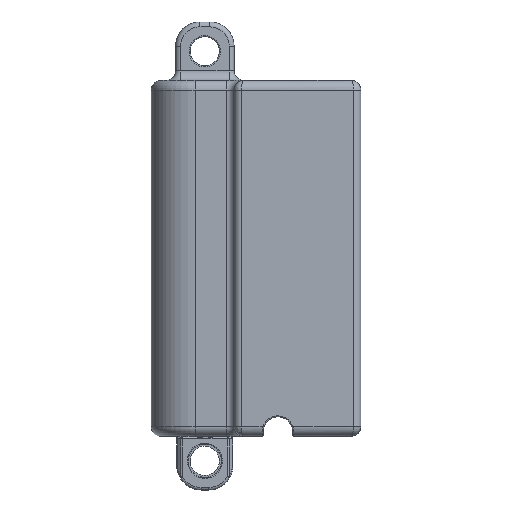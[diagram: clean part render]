
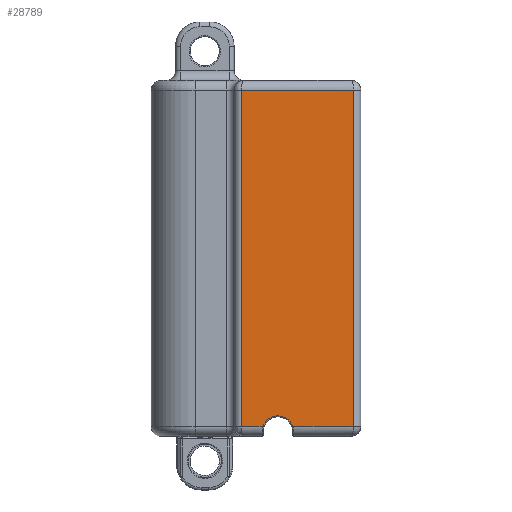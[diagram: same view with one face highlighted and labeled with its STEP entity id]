
A CAD part, front view. The second image highlights one B-rep face of the part: STEP entity #28789.
In plain terms, the highlighted planar face has unit normal (0, -1, 0).
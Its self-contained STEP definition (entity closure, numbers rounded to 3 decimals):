
#950 = CARTESIAN_POINT ( 'NONE',  ( 20.75, 0., -41.5 ) ) ;
#1073 = CARTESIAN_POINT ( 'NONE',  ( 13.083, 0., -6.99 ) ) ;
#2190 = ORIENTED_EDGE ( 'NONE', *, *, #8497, .T. ) ;
#2195 = CARTESIAN_POINT ( 'NONE',  ( 9.25, 0., -41.5 ) ) ;
#3075 = CARTESIAN_POINT ( 'NONE',  ( 9.993, 0., -41.5 ) ) ;
#3218 = CARTESIAN_POINT ( 'NONE',  ( 10.737, 0., -41.5 ) ) ;
#3272 = CARTESIAN_POINT ( 'NONE',  ( 16.597, 0., -41.5 ) ) ;
#4015 = VERTEX_POINT ( 'NONE', #20769 ) ;
#4245 = B_SPLINE_CURVE_WITH_KNOTS ( 'NONE', 3,
 ( #15173, #27448, #1073, #5903 ),
 .UNSPECIFIED., .F., .F.,
 ( 4, 4 ),
 ( 0., 1. ),
 .UNSPECIFIED. ) ;
#4686 = DIRECTION ( 'NONE',  ( 0., 0., -1. ) ) ;
#5838 = CARTESIAN_POINT ( 'NONE',  ( 11.48, 0., -41.5 ) ) ;
#5903 = CARTESIAN_POINT ( 'NONE',  ( 9.25, 0., -6.99 ) ) ;
#6783 = EDGE_CURVE ( 'NONE', #25937, #7137, #4245, .T. ) ;
#7137 = VERTEX_POINT ( 'NONE', #20765 ) ;
#7360 = CARTESIAN_POINT ( 'NONE',  ( 9.25, 0., -18.493 ) ) ;
#7627 = CARTESIAN_POINT ( 'NONE',  ( 14.52, 0., -41.5 ) ) ;
#8497 = EDGE_CURVE ( 'NONE', #7137, #9600, #13099, .T. ) ;
#9600 = VERTEX_POINT ( 'NONE', #11463 ) ;
#9614 = ORIENTED_EDGE ( 'NONE', *, *, #16655, .T. ) ;
#9751 = B_SPLINE_CURVE_WITH_KNOTS ( 'NONE', 3,
 ( #14517, #19565, #24440, #12480 ),
 .UNSPECIFIED., .F., .F.,
 ( 4, 4 ),
 ( 0., 1. ),
 .UNSPECIFIED. ) ;
#10232 = CARTESIAN_POINT ( 'NONE',  ( 14.52, 0., -41.5 ) ) ;
#10368 = EDGE_CURVE ( 'NONE', #9600, #4015, #17042, .T. ) ;
#10860 = CARTESIAN_POINT ( 'NONE',  ( 14.209, 0., -40.9 ) ) ;
#11463 = CARTESIAN_POINT ( 'NONE',  ( 9.25, 0., -41.5 ) ) ;
#11758 = FACE_OUTER_BOUND ( 'NONE', #26628, .T. ) ;
#11930 = CARTESIAN_POINT ( 'NONE',  ( 11.48, 0., -41.5 ) ) ;
#11937 = CARTESIAN_POINT ( 'NONE',  ( 9.25, 0., -41.5 ) ) ;
#12480 = CARTESIAN_POINT ( 'NONE',  ( 20.75, 0., -6.99 ) ) ;
#12739 = CARTESIAN_POINT ( 'NONE',  ( 12.333, 0., -40.508 ) ) ;
#12858 = CARTESIAN_POINT ( 'NONE',  ( 18.673, 0., -41.5 ) ) ;
#13099 = B_SPLINE_CURVE_WITH_KNOTS ( 'NONE', 3,
 ( #24191, #7360, #14578, #11937 ),
 .UNSPECIFIED., .F., .F.,
 ( 4, 4 ),
 ( 0., 1. ),
 .UNSPECIFIED. ) ;
#13921 = AXIS2_PLACEMENT_3D ( 'NONE', #21325, #23383, #4686 ) ;
#14095 = PLANE ( 'NONE',  #13921 ) ;
#14517 = CARTESIAN_POINT ( 'NONE',  ( 20.75, 0., -41.5 ) ) ;
#14578 = CARTESIAN_POINT ( 'NONE',  ( 9.25, 0., -29.997 ) ) ;
#14719 = VERTEX_POINT ( 'NONE', #7627 ) ;
#15173 = CARTESIAN_POINT ( 'NONE',  ( 20.75, 0., -6.99 ) ) ;
#15257 = CARTESIAN_POINT ( 'NONE',  ( 11.585, 0., -41.183 ) ) ;
#15403 = ORIENTED_EDGE ( 'NONE', *, *, #6783, .T. ) ;
#16655 = EDGE_CURVE ( 'NONE', #25531, #25937, #9751, .T. ) ;
#17042 = B_SPLINE_CURVE_WITH_KNOTS ( 'NONE', 3,
 ( #2195, #3075, #3218, #11930 ),
 .UNSPECIFIED., .F., .F.,
 ( 4, 4 ),
 ( 0., 1. ),
 .UNSPECIFIED. ) ;
#17316 = CARTESIAN_POINT ( 'NONE',  ( 14.415, 0., -41.183 ) ) ;
#17474 = CARTESIAN_POINT ( 'NONE',  ( 12.666, 0., -40.4 ) ) ;
#17908 = CARTESIAN_POINT ( 'NONE',  ( 14.52, 0., -41.5 ) ) ;
#19189 = ORIENTED_EDGE ( 'NONE', *, *, #10368, .T. ) ;
#19565 = CARTESIAN_POINT ( 'NONE',  ( 20.75, 0., -29.997 ) ) ;
#19789 = CARTESIAN_POINT ( 'NONE',  ( 20.75, 0., -6.99 ) ) ;
#20409 = B_SPLINE_CURVE_WITH_KNOTS ( 'NONE', 3,
 ( #17908, #3272, #12858, #950 ),
 .UNSPECIFIED., .F., .F.,
 ( 4, 4 ),
 ( 0., 1. ),
 .UNSPECIFIED. ) ;
#20765 = CARTESIAN_POINT ( 'NONE',  ( 9.25, 0., -6.99 ) ) ;
#20769 = CARTESIAN_POINT ( 'NONE',  ( 11.48, 0., -41.5 ) ) ;
#21325 = CARTESIAN_POINT ( 'NONE',  ( 0., 0., -42.5 ) ) ;
#22480 = CARTESIAN_POINT ( 'NONE',  ( 13.334, 0., -40.4 ) ) ;
#23383 = DIRECTION ( 'NONE',  ( 0., -1., 0. ) ) ;
#24191 = CARTESIAN_POINT ( 'NONE',  ( 9.25, 0., -6.99 ) ) ;
#24440 = CARTESIAN_POINT ( 'NONE',  ( 20.75, 0., -18.493 ) ) ;
#25020 = EDGE_CURVE ( 'NONE', #14719, #4015, #28092, .T. ) ;
#25531 = VERTEX_POINT ( 'NONE', #26833 ) ;
#25937 = VERTEX_POINT ( 'NONE', #19789 ) ;
#26176 = ORIENTED_EDGE ( 'NONE', *, *, #25020, .F. ) ;
#26590 = EDGE_CURVE ( 'NONE', #14719, #25531, #20409, .T. ) ;
#26628 = EDGE_LOOP ( 'NONE', ( #19189, #26176, #29392, #9614, #15403, #2190 ) ) ;
#26833 = CARTESIAN_POINT ( 'NONE',  ( 20.75, 0., -41.5 ) ) ;
#27065 = CARTESIAN_POINT ( 'NONE',  ( 11.791, 0., -40.9 ) ) ;
#27386 = CARTESIAN_POINT ( 'NONE',  ( 13.667, 0., -40.508 ) ) ;
#27448 = CARTESIAN_POINT ( 'NONE',  ( 16.917, 0., -6.99 ) ) ;
#28092 = B_SPLINE_CURVE_WITH_KNOTS ( 'NONE', 3,
 ( #10232, #17316, #10860, #27386, #22480, #17474, #12739, #27065, #15257, #5838 ),
 .UNSPECIFIED., .F., .F.,
 ( 4, 2, 2, 2, 4 ),
 ( 0., 0.25, 0.5, 0.75, 1. ),
 .UNSPECIFIED. ) ;
#28789 = ADVANCED_FACE ( 'NONE', ( #11758 ), #14095, .T. ) ;
#29392 = ORIENTED_EDGE ( 'NONE', *, *, #26590, .T. ) ;
